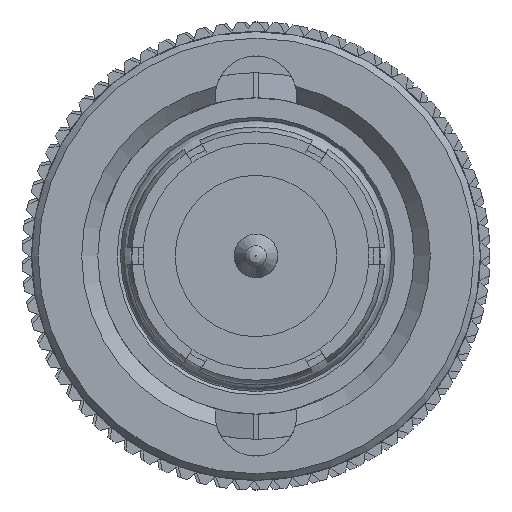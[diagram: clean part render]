
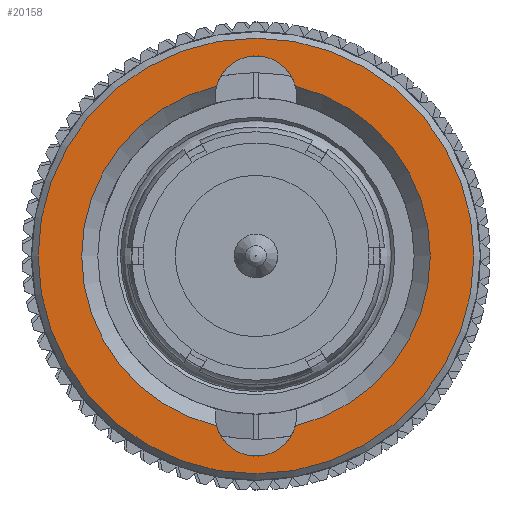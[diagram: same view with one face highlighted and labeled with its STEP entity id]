
A CAD part, front view. The second image highlights one B-rep face of the part: STEP entity #20158.
In plain terms, the highlighted planar face has unit normal (0, -1, 0).
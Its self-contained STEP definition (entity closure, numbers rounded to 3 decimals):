
#2857=PLANE('',#21388);
#5236=ORIENTED_EDGE('',*,*,#8264,.T.);
#5237=ORIENTED_EDGE('',*,*,#8238,.T.);
#5238=ORIENTED_EDGE('',*,*,#8263,.T.);
#5239=ORIENTED_EDGE('',*,*,#8244,.T.);
#5240=ORIENTED_EDGE('',*,*,#8265,.T.);
#8238=EDGE_CURVE('',#9846,#9845,#10713,.T.);
#8244=EDGE_CURVE('',#9849,#9850,#10717,.T.);
#8263=EDGE_CURVE('',#9845,#9849,#10723,.T.);
#8264=EDGE_CURVE('',#9860,#9860,#10724,.F.);
#8265=EDGE_CURVE('',#9850,#9846,#10725,.T.);
#9845=VERTEX_POINT('',#28816);
#9846=VERTEX_POINT('',#28818);
#9849=VERTEX_POINT('',#28832);
#9850=VERTEX_POINT('',#28833);
#9860=VERTEX_POINT('',#28889);
#10713=CIRCLE('',#21363,1.265);
#10717=CIRCLE('',#21369,1.265);
#10723=CIRCLE('',#21387,5.4);
#10724=CIRCLE('',#21389,6.75);
#10725=CIRCLE('',#21390,5.4);
#11511=EDGE_LOOP('',(#5236));
#11512=EDGE_LOOP('',(#5237,#5238,#5239,#5240));
#12517=FACE_BOUND('',#11511,.T.);
#12518=FACE_BOUND('',#11512,.T.);
#20158=ADVANCED_FACE('',(#12517,#12518),#2857,.F.);
#21363=AXIS2_PLACEMENT_3D('',#28817,#24125,#24126);
#21369=AXIS2_PLACEMENT_3D('',#28831,#24138,#24139);
#21387=AXIS2_PLACEMENT_3D('',#28886,#24178,#24179);
#21388=AXIS2_PLACEMENT_3D('',#28887,#24180,#24181);
#21389=AXIS2_PLACEMENT_3D('',#28888,#24182,#24183);
#21390=AXIS2_PLACEMENT_3D('',#28890,#24184,#24185);
#24125=DIRECTION('',(0.,1.,0.));
#24126=DIRECTION('',(0.,0.,-1.));
#24138=DIRECTION('',(0.,1.,0.));
#24139=DIRECTION('',(0.,0.,1.));
#24178=DIRECTION('',(0.,1.,0.));
#24179=DIRECTION('',(1.,0.,0.));
#24180=DIRECTION('',(0.,1.,0.));
#24181=DIRECTION('',(1.,0.,0.));
#24182=DIRECTION('',(0.,1.,0.));
#24183=DIRECTION('',(1.,0.,0.));
#24184=DIRECTION('',(0.,1.,0.));
#24185=DIRECTION('',(1.,0.,0.));
#28816=CARTESIAN_POINT('',(1.223,-149.3,5.26));
#28817=CARTESIAN_POINT('',(0.,-149.3,4.935));
#28818=CARTESIAN_POINT('',(-1.223,-149.3,5.26));
#28831=CARTESIAN_POINT('',(0.,-149.3,-4.935));
#28832=CARTESIAN_POINT('',(1.223,-149.3,-5.26));
#28833=CARTESIAN_POINT('',(-1.223,-149.3,-5.26));
#28886=CARTESIAN_POINT('',(0.,-149.3,0.));
#28887=CARTESIAN_POINT('',(0.,-149.3,0.));
#28888=CARTESIAN_POINT('',(0.,-149.3,0.));
#28889=CARTESIAN_POINT('',(6.75,-149.3,0.));
#28890=CARTESIAN_POINT('',(0.,-149.3,0.));
